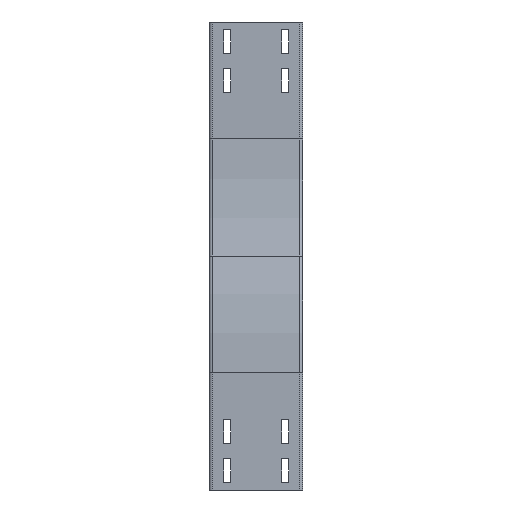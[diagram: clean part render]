
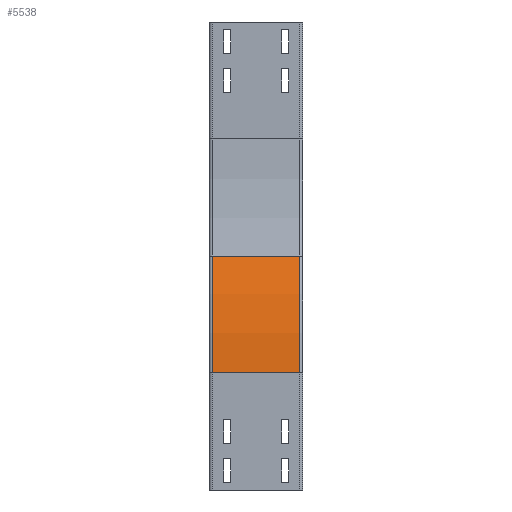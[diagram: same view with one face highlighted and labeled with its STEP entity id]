
A CAD part, left-side view. The second image highlights one B-rep face of the part: STEP entity #5538.
In plain terms, the highlighted cylindrical face has radius 462.5 mm (diameter 925 mm), a partial arc.
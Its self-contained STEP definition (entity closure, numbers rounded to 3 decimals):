
#159=CIRCLE('',#5974,462.5);
#160=CIRCLE('',#5976,462.5);
#296=CYLINDRICAL_SURFACE('',#5975,462.5);
#390=FACE_OUTER_BOUND('',#716,.T.);
#716=EDGE_LOOP('',(#3853,#3854,#3855,#3856));
#1137=LINE('',#8208,#1787);
#1148=LINE('',#8269,#1798);
#1787=VECTOR('',#6564,10.);
#1798=VECTOR('',#6635,10.);
#2415=VERTEX_POINT('',#8198);
#2419=VERTEX_POINT('',#8207);
#2437=VERTEX_POINT('',#8262);
#2439=VERTEX_POINT('',#8268);
#2943=EDGE_CURVE('',#2419,#2415,#1137,.T.);
#2972=EDGE_CURVE('',#2437,#2415,#159,.T.);
#2973=EDGE_CURVE('',#2439,#2437,#1148,.T.);
#2974=EDGE_CURVE('',#2439,#2419,#160,.T.);
#3853=ORIENTED_EDGE('',*,*,#2973,.T.);
#3854=ORIENTED_EDGE('',*,*,#2972,.T.);
#3855=ORIENTED_EDGE('',*,*,#2943,.F.);
#3856=ORIENTED_EDGE('',*,*,#2974,.F.);
#5538=ADVANCED_FACE('',(#390),#296,.T.);
#5974=AXIS2_PLACEMENT_3D('',#8266,#6631,#6632);
#5975=AXIS2_PLACEMENT_3D('',#8267,#6633,#6634);
#5976=AXIS2_PLACEMENT_3D('',#8270,#6636,#6637);
#6564=DIRECTION('',(0.,1.,0.));
#6631=DIRECTION('center_axis',(0.,-1.,0.));
#6632=DIRECTION('ref_axis',(-0.946,0.,0.324));
#6633=DIRECTION('center_axis',(0.,-1.,0.));
#6634=DIRECTION('ref_axis',(1.,0.,0.));
#6635=DIRECTION('',(0.,1.,0.));
#6636=DIRECTION('center_axis',(0.,-1.,0.));
#6637=DIRECTION('ref_axis',(-0.946,0.,0.324));
#8198=CARTESIAN_POINT('',(-81.,116.,-300.));
#8207=CARTESIAN_POINT('',(-81.,4.,-300.));
#8208=CARTESIAN_POINT('',(-81.,4.,-300.));
#8262=CARTESIAN_POINT('',(-56.,116.,-150.));
#8266=CARTESIAN_POINT('Origin',(381.5,116.,-300.));
#8267=CARTESIAN_POINT('Origin',(381.5,60.,-300.));
#8268=CARTESIAN_POINT('',(-56.,4.,-150.));
#8269=CARTESIAN_POINT('',(-56.,4.,-150.));
#8270=CARTESIAN_POINT('Origin',(381.5,4.,-300.));
